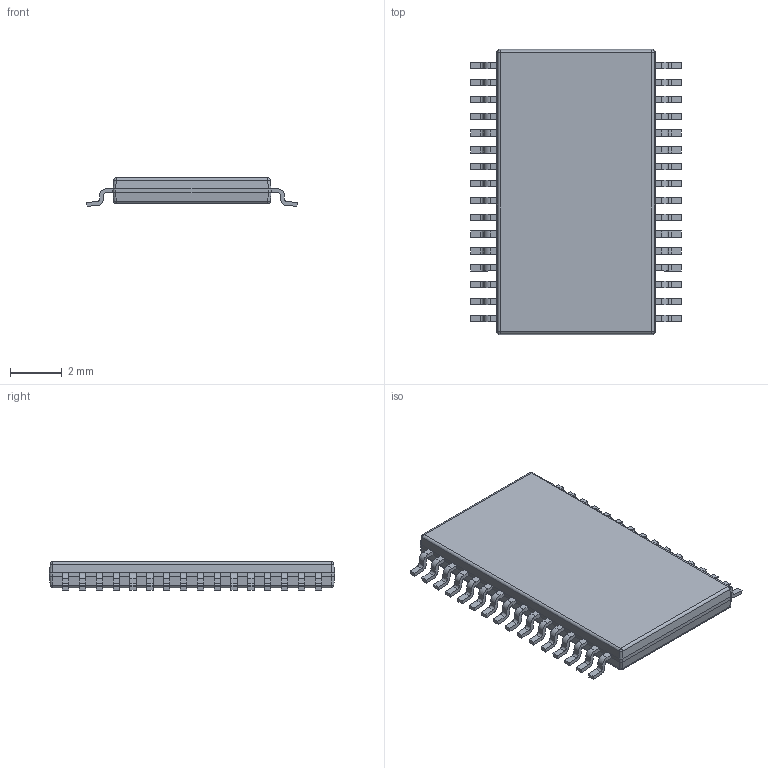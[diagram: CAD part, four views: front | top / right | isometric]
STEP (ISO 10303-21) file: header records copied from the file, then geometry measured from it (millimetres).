
FILE_DESCRIPTION((''),'2;1');
FILE_NAME('DAP0032B_ASM','2015-11-10T',('a0412025'),(''),'PRO/ENGINEER BY PARAMETRIC TECHNOLOGY CORPORATION, 2011490','PRO/ENGINEER BY PARAMETRIC TECHNOLOGY CORPORATION, 2011490','');
FILE_SCHEMA(('AUTOMOTIVE_DESIGN_CC2 { 1 2 10303 214 -1 1 5 2 }'));
Length unit declared in the file: millimetre
Products named in the file (5): BODY-SO; LEAD-SO; THERMALPAD-SO; PIN1-ID; DAP0032B_ASM
Assembly tree (35 placements, depth 2):
  DAP0032B_ASM
    BODY-SO
    LEAD-SO  x32
    THERMALPAD-SO
    PIN1-ID
Bounding box: 8.12 x 11 x 1.1 mm (x, y, z)
Volume: 68 mm3; surface area: 245.2 mm2
Topology: 34 solids, 34 shells, 541 faces, 1376 edges, 904 vertices
Faces by surface type: plane 385, cylinder 148, sphere 8
Entity records: 4517 total; most frequent: CARTESIAN_POINT 911, DIRECTION 554, ORIENTED_EDGE 520, PRESENTATION_STYLE_ASSIGNMENT 263, STYLED_ITEM 263, CURVE_STYLE 260, EDGE_CURVE 260, VECTOR 196
